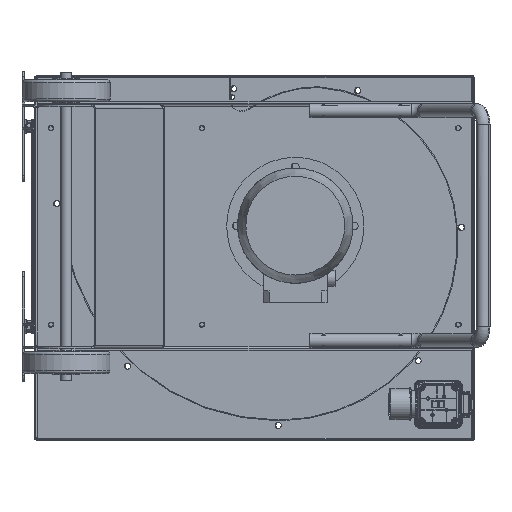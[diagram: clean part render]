
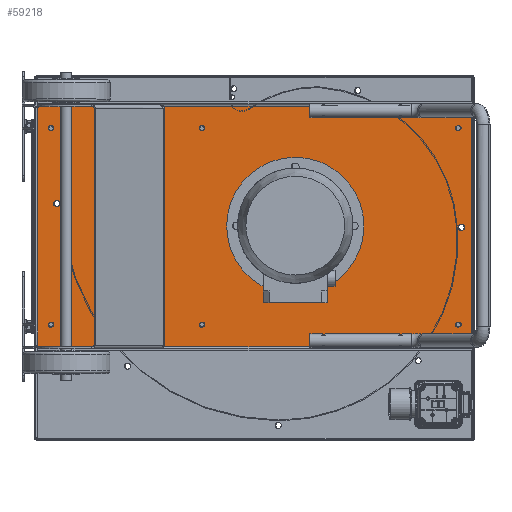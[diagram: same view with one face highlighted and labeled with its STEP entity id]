
A CAD part, top view. The second image highlights one B-rep face of the part: STEP entity #59218.
In plain terms, the highlighted planar face has unit normal (0, 0, 1).
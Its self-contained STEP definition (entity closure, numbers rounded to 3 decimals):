
#5208=FACE_BOUND('',#11750,.T.);
#5209=FACE_BOUND('',#11751,.T.);
#5210=FACE_BOUND('',#11752,.T.);
#5211=FACE_BOUND('',#11753,.T.);
#5212=FACE_BOUND('',#11754,.T.);
#5213=FACE_BOUND('',#11755,.T.);
#5214=FACE_BOUND('',#11756,.T.);
#5215=FACE_BOUND('',#11757,.T.);
#5216=FACE_BOUND('',#11758,.T.);
#5217=FACE_BOUND('',#11759,.T.);
#5218=FACE_BOUND('',#11760,.T.);
#5219=FACE_BOUND('',#11761,.T.);
#5220=FACE_BOUND('',#11762,.T.);
#8965=FACE_OUTER_BOUND('',#11749,.T.);
#11749=EDGE_LOOP('',(#48476,#48477,#48478,#48479));
#11750=EDGE_LOOP('',(#48480));
#11751=EDGE_LOOP('',(#48481));
#11752=EDGE_LOOP('',(#48482));
#11753=EDGE_LOOP('',(#48483));
#11754=EDGE_LOOP('',(#48484));
#11755=EDGE_LOOP('',(#48485));
#11756=EDGE_LOOP('',(#48486));
#11757=EDGE_LOOP('',(#48487));
#11758=EDGE_LOOP('',(#48488));
#11759=EDGE_LOOP('',(#48489));
#11760=EDGE_LOOP('',(#48490));
#11761=EDGE_LOOP('',(#48491));
#11762=EDGE_LOOP('',(#48492));
#14485=CIRCLE('',#62280,7.);
#14487=CIRCLE('',#62283,7.);
#14489=CIRCLE('',#62286,7.);
#14491=CIRCLE('',#62289,7.);
#14493=CIRCLE('',#62292,5.5);
#14495=CIRCLE('',#62295,5.5);
#14505=CIRCLE('',#62310,91.);
#14526=CIRCLE('',#62343,4.5);
#14527=CIRCLE('',#62345,4.5);
#14528=CIRCLE('',#62347,4.5);
#14529=CIRCLE('',#62349,4.5);
#14530=CIRCLE('',#62351,4.5);
#14531=CIRCLE('',#62353,4.5);
#17371=LINE('',#86997,#22739);
#17388=LINE('',#87089,#22756);
#17389=LINE('',#87092,#22757);
#17390=LINE('',#87094,#22758);
#22739=VECTOR('',#69621,438.);
#22756=VECTOR('',#69720,438.);
#22757=VECTOR('',#69725,792.);
#22758=VECTOR('',#69728,792.);
#28383=VERTEX_POINT('',#86926);
#28385=VERTEX_POINT('',#86931);
#28387=VERTEX_POINT('',#86936);
#28389=VERTEX_POINT('',#86941);
#28391=VERTEX_POINT('',#86946);
#28393=VERTEX_POINT('',#86951);
#28403=VERTEX_POINT('',#86976);
#28412=VERTEX_POINT('',#86994);
#28413=VERTEX_POINT('',#86996);
#28437=VERTEX_POINT('',#87062);
#28438=VERTEX_POINT('',#87065);
#28439=VERTEX_POINT('',#87068);
#28440=VERTEX_POINT('',#87071);
#28441=VERTEX_POINT('',#87074);
#28442=VERTEX_POINT('',#87077);
#28446=VERTEX_POINT('',#87086);
#28447=VERTEX_POINT('',#87088);
#37543=EDGE_CURVE('',#28383,#28383,#14485,.T.);
#37545=EDGE_CURVE('',#28385,#28385,#14487,.T.);
#37547=EDGE_CURVE('',#28387,#28387,#14489,.T.);
#37549=EDGE_CURVE('',#28389,#28389,#14491,.T.);
#37551=EDGE_CURVE('',#28391,#28391,#14493,.T.);
#37553=EDGE_CURVE('',#28393,#28393,#14495,.T.);
#37563=EDGE_CURVE('',#28403,#28403,#14505,.T.);
#37572=EDGE_CURVE('',#28413,#28412,#17371,.T.);
#37603=EDGE_CURVE('',#28437,#28437,#14526,.T.);
#37604=EDGE_CURVE('',#28438,#28438,#14527,.T.);
#37605=EDGE_CURVE('',#28439,#28439,#14528,.T.);
#37606=EDGE_CURVE('',#28440,#28440,#14529,.T.);
#37607=EDGE_CURVE('',#28441,#28441,#14530,.T.);
#37608=EDGE_CURVE('',#28442,#28442,#14531,.T.);
#37613=EDGE_CURVE('',#28446,#28447,#17388,.T.);
#37615=EDGE_CURVE('',#28412,#28447,#17389,.T.);
#37616=EDGE_CURVE('',#28446,#28413,#17390,.T.);
#48476=ORIENTED_EDGE('',*,*,#37572,.T.);
#48477=ORIENTED_EDGE('',*,*,#37615,.T.);
#48478=ORIENTED_EDGE('',*,*,#37613,.F.);
#48479=ORIENTED_EDGE('',*,*,#37616,.T.);
#48480=ORIENTED_EDGE('',*,*,#37543,.T.);
#48481=ORIENTED_EDGE('',*,*,#37545,.T.);
#48482=ORIENTED_EDGE('',*,*,#37547,.T.);
#48483=ORIENTED_EDGE('',*,*,#37549,.T.);
#48484=ORIENTED_EDGE('',*,*,#37551,.T.);
#48485=ORIENTED_EDGE('',*,*,#37553,.T.);
#48486=ORIENTED_EDGE('',*,*,#37563,.T.);
#48487=ORIENTED_EDGE('',*,*,#37603,.T.);
#48488=ORIENTED_EDGE('',*,*,#37604,.T.);
#48489=ORIENTED_EDGE('',*,*,#37605,.T.);
#48490=ORIENTED_EDGE('',*,*,#37606,.T.);
#48491=ORIENTED_EDGE('',*,*,#37607,.T.);
#48492=ORIENTED_EDGE('',*,*,#37608,.T.);
#57700=PLANE('',#62358);
#59218=ADVANCED_FACE('',(#8965,#5208,#5209,#5210,#5211,#5212,#5213,#5214,
#5215,#5216,#5217,#5218,#5219,#5220),#57700,.T.);
#62280=AXIS2_PLACEMENT_3D('',#86927,#69546,#69547);
#62283=AXIS2_PLACEMENT_3D('',#86932,#69552,#69553);
#62286=AXIS2_PLACEMENT_3D('',#86937,#69558,#69559);
#62289=AXIS2_PLACEMENT_3D('',#86942,#69564,#69565);
#62292=AXIS2_PLACEMENT_3D('',#86947,#69570,#69571);
#62295=AXIS2_PLACEMENT_3D('',#86952,#69576,#69577);
#62310=AXIS2_PLACEMENT_3D('',#86977,#69606,#69607);
#62343=AXIS2_PLACEMENT_3D('',#87063,#69691,#69692);
#62345=AXIS2_PLACEMENT_3D('',#87066,#69695,#69696);
#62347=AXIS2_PLACEMENT_3D('',#87069,#69699,#69700);
#62349=AXIS2_PLACEMENT_3D('',#87072,#69703,#69704);
#62351=AXIS2_PLACEMENT_3D('',#87075,#69707,#69708);
#62353=AXIS2_PLACEMENT_3D('',#87078,#69711,#69712);
#62358=AXIS2_PLACEMENT_3D('',#87093,#69726,#69727);
#69546=DIRECTION('center_axis',(0.,0.,-1.));
#69547=DIRECTION('ref_axis',(1.,0.,0.));
#69552=DIRECTION('center_axis',(0.,0.,-1.));
#69553=DIRECTION('ref_axis',(1.,0.,0.));
#69558=DIRECTION('center_axis',(0.,0.,-1.));
#69559=DIRECTION('ref_axis',(1.,0.,0.));
#69564=DIRECTION('center_axis',(0.,0.,-1.));
#69565=DIRECTION('ref_axis',(1.,0.,0.));
#69570=DIRECTION('center_axis',(0.,0.,-1.));
#69571=DIRECTION('ref_axis',(1.,0.,0.));
#69576=DIRECTION('center_axis',(0.,0.,-1.));
#69577=DIRECTION('ref_axis',(1.,0.,0.));
#69606=DIRECTION('center_axis',(0.,0.,-1.));
#69607=DIRECTION('ref_axis',(1.,0.,0.));
#69621=DIRECTION('',(0.,-1.,0.));
#69691=DIRECTION('center_axis',(0.,0.,-1.));
#69692=DIRECTION('ref_axis',(-1.,0.,0.));
#69695=DIRECTION('center_axis',(0.,0.,-1.));
#69696=DIRECTION('ref_axis',(-1.,0.,0.));
#69699=DIRECTION('center_axis',(0.,0.,-1.));
#69700=DIRECTION('ref_axis',(-1.,0.,0.));
#69703=DIRECTION('center_axis',(0.,0.,-1.));
#69704=DIRECTION('ref_axis',(-1.,0.,0.));
#69707=DIRECTION('center_axis',(0.,0.,-1.));
#69708=DIRECTION('ref_axis',(-1.,0.,0.));
#69711=DIRECTION('center_axis',(0.,0.,-1.));
#69712=DIRECTION('ref_axis',(-1.,0.,0.));
#69720=DIRECTION('',(0.,-1.,0.));
#69725=DIRECTION('',(1.,0.,0.));
#69726=DIRECTION('center_axis',(0.,0.,1.));
#69727=DIRECTION('ref_axis',(1.,0.,0.));
#69728=DIRECTION('',(-1.,0.,0.));
#86926=CARTESIAN_POINT('',(131.371,169.074,4.));
#86927=CARTESIAN_POINT('Origin',(124.371,169.074,4.));
#86931=CARTESIAN_POINT('',(24.,61.445,4.));
#86932=CARTESIAN_POINT('Origin',(17.,61.445,4.));
#86936=CARTESIAN_POINT('',(131.63,-45.926,4.));
#86937=CARTESIAN_POINT('Origin',(124.63,-45.926,4.));
#86941=CARTESIAN_POINT('',(239.,61.704,4.));
#86942=CARTESIAN_POINT('Origin',(232.,61.704,4.));
#86946=CARTESIAN_POINT('',(432.015,58.854,4.));
#86947=CARTESIAN_POINT('Origin',(426.515,58.854,4.));
#86951=CARTESIAN_POINT('',(-305.,102.205,4.));
#86952=CARTESIAN_POINT('Origin',(-310.5,102.205,4.));
#86976=CARTESIAN_POINT('',(215.5,61.574,4.));
#86977=CARTESIAN_POINT('Origin',(124.5,61.574,4.));
#86994=CARTESIAN_POINT('',(-346.,-158.426,4.));
#86996=CARTESIAN_POINT('',(-346.,279.574,4.));
#86997=CARTESIAN_POINT('',(-346.,279.574,4.));
#87062=CARTESIAN_POINT('',(416.5,-118.426,4.));
#87063=CARTESIAN_POINT('Origin',(421.,-118.426,4.));
#87065=CARTESIAN_POINT('',(416.5,239.574,4.));
#87066=CARTESIAN_POINT('Origin',(421.,239.574,4.));
#87068=CARTESIAN_POINT('',(-50.5,-118.426,4.));
#87069=CARTESIAN_POINT('Origin',(-46.,-118.426,4.));
#87071=CARTESIAN_POINT('',(-50.5,239.574,4.));
#87072=CARTESIAN_POINT('Origin',(-46.,239.574,4.));
#87074=CARTESIAN_POINT('',(-325.5,-118.426,4.));
#87075=CARTESIAN_POINT('Origin',(-321.,-118.426,4.));
#87077=CARTESIAN_POINT('',(-325.5,239.574,4.));
#87078=CARTESIAN_POINT('Origin',(-321.,239.574,4.));
#87086=CARTESIAN_POINT('',(446.,279.574,4.));
#87088=CARTESIAN_POINT('',(446.,-158.426,4.));
#87089=CARTESIAN_POINT('',(446.,279.574,4.));
#87092=CARTESIAN_POINT('',(-346.,-158.426,4.));
#87093=CARTESIAN_POINT('Origin',(0.,60.574,4.));
#87094=CARTESIAN_POINT('',(446.,279.574,4.));
